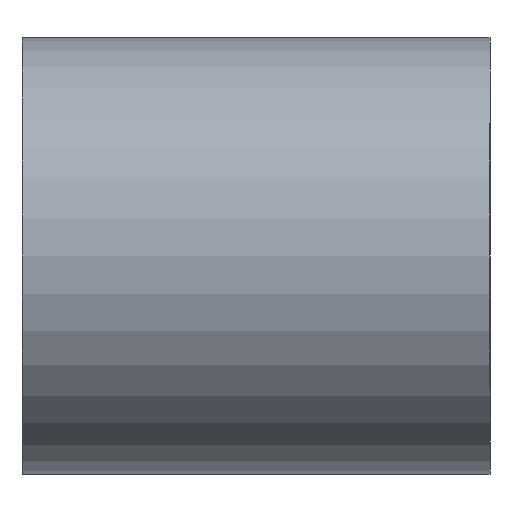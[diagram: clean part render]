
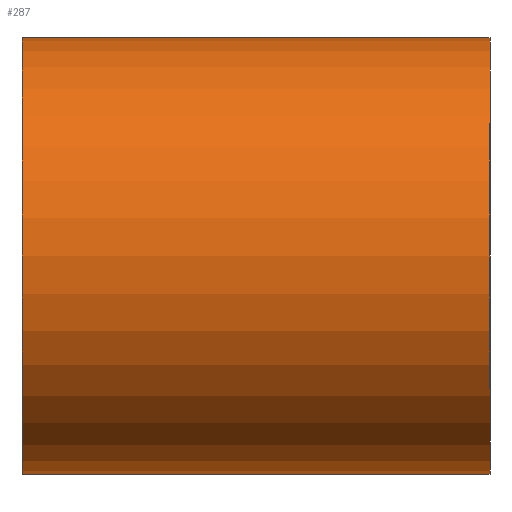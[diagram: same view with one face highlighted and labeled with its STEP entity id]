
A CAD part, left-side view. The second image highlights one B-rep face of the part: STEP entity #287.
In plain terms, the highlighted cylindrical face has radius 7 mm (diameter 14 mm), a partial arc.
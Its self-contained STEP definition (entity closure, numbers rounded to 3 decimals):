
#157 = VERTEX_POINT ( 'NONE', #896 ) ;
#159 = EDGE_CURVE ( 'NONE', #251, #160, #895, .T. ) ;
#160 = VERTEX_POINT ( 'NONE', #891 ) ;
#176 = ORIENTED_EDGE ( 'NONE', *, *, #286, .T. ) ;
#179 = ORIENTED_EDGE ( 'NONE', *, *, #180, .F. ) ;
#180 = EDGE_CURVE ( 'NONE', #160, #284, #1009, .T. ) ;
#182 = EDGE_CURVE ( 'NONE', #157, #251, #1004, .T. ) ;
#188 = ORIENTED_EDGE ( 'NONE', *, *, #182, .F. ) ;
#251 = VERTEX_POINT ( 'NONE', #1455 ) ;
#284 = VERTEX_POINT ( 'NONE', #1637 ) ;
#286 = EDGE_CURVE ( 'NONE', #157, #284, #1636, .T. ) ;
#287 = ADVANCED_FACE ( 'NONE', ( #1632 ), #1630, .T. ) ;
#288 = EDGE_LOOP ( 'NONE', ( #289, #188, #176, #179 ) ) ;
#289 = ORIENTED_EDGE ( 'NONE', *, *, #159, .F. ) ;
#891 = CARTESIAN_POINT ( 'NONE',  ( 0., 7.5, -7. ) ) ;
#892 = DIRECTION ( 'NONE',  ( 0., 1., 0. ) ) ;
#893 = VECTOR ( 'NONE', #892, 1000. ) ;
#894 = CARTESIAN_POINT ( 'NONE',  ( 0., 13.586, -7. ) ) ;
#895 = LINE ( 'NONE', #894, #893 ) ;
#896 = CARTESIAN_POINT ( 'NONE',  ( 0., -7.5, 7. ) ) ;
#1000 = DIRECTION ( 'NONE',  ( 0., 0., -1. ) ) ;
#1001 = DIRECTION ( 'NONE',  ( 0., -1., 0. ) ) ;
#1002 = CARTESIAN_POINT ( 'NONE',  ( 0., -7.5, 0. ) ) ;
#1003 = AXIS2_PLACEMENT_3D ( 'NONE', #1002, #1001, #1000 ) ;
#1004 = CIRCLE ( 'NONE', #1003, 7. ) ;
#1005 = DIRECTION ( 'NONE',  ( 0., 0., 1. ) ) ;
#1006 = DIRECTION ( 'NONE',  ( 0., 1., 0. ) ) ;
#1007 = CARTESIAN_POINT ( 'NONE',  ( 0., 7.5, 0. ) ) ;
#1008 = AXIS2_PLACEMENT_3D ( 'NONE', #1007, #1006, #1005 ) ;
#1009 = CIRCLE ( 'NONE', #1008, 7. ) ;
#1455 = CARTESIAN_POINT ( 'NONE',  ( 0., -7.5, -7. ) ) ;
#1626 = DIRECTION ( 'NONE',  ( 0., 0., 1. ) ) ;
#1627 = DIRECTION ( 'NONE',  ( 0., 1., 0. ) ) ;
#1628 = CARTESIAN_POINT ( 'NONE',  ( 0., 13.586, 0. ) ) ;
#1629 = AXIS2_PLACEMENT_3D ( 'NONE', #1628, #1627, #1626 ) ;
#1630 = CYLINDRICAL_SURFACE ( 'NONE', #1629, 7. ) ;
#1632 = FACE_OUTER_BOUND ( 'NONE', #288, .T. ) ;
#1633 = DIRECTION ( 'NONE',  ( 0., 1., 0. ) ) ;
#1634 = VECTOR ( 'NONE', #1633, 1000. ) ;
#1635 = CARTESIAN_POINT ( 'NONE',  ( 0., 13.586, 7. ) ) ;
#1636 = LINE ( 'NONE', #1635, #1634 ) ;
#1637 = CARTESIAN_POINT ( 'NONE',  ( 0., 7.5, 7. ) ) ;
